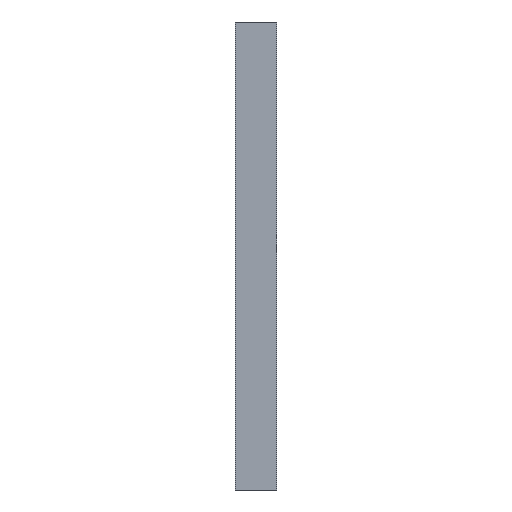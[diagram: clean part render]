
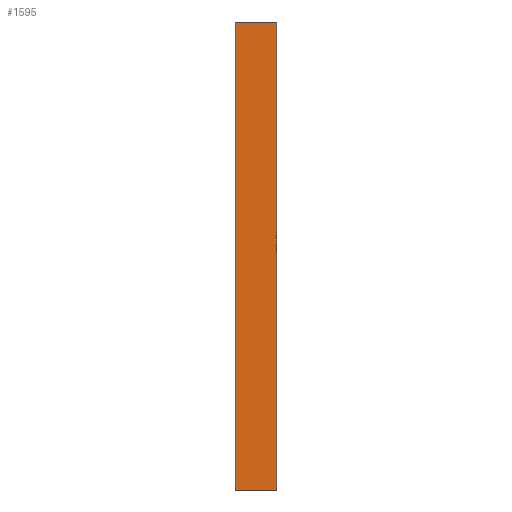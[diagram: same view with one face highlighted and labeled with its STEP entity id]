
A CAD part, left-side view. The second image highlights one B-rep face of the part: STEP entity #1595.
In plain terms, the highlighted planar face has unit normal (-1, 0, 0).
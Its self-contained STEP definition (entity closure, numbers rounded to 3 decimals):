
#921=CARTESIAN_POINT('POINT52',(-150.813,-22.225,
   125.413));
#922=VERTEX_POINT('VERTEX52',#921);
#929=CARTESIAN_POINT('POINT53',(-150.813,-22.225,
   -125.413));
#930=VERTEX_POINT('VERTEX53',#929);
#931=CARTESIAN_POINT('POS109',(-150.813,-22.225,125.413
   ));
#932=DIRECTION('DIR188',(0.,0.,-1.));
#933=VECTOR('VEC30',#932,1.);
#934=LINE('STRAIGHT30',#931,#933);
#935=EDGE_CURVE('EDGE76',#922,#930,#934,.T.);
#1548=CARTESIAN_POINT('POINT85',(-150.813,0.,125.413))
   ;
#1549=VERTEX_POINT('VERTEX85',#1548);
#1550=CARTESIAN_POINT('POS178',(-150.813,0.,125.413));
#1551=DIRECTION('DIR304',(0.,-1.,0.));
#1552=VECTOR('VEC52',#1551,1.);
#1553=LINE('STRAIGHT52',#1550,#1552);
#1554=EDGE_CURVE('EDGE126',#1549,#922,#1553,.T.);
#1572=CARTESIAN_POINT('POINT86',(-150.813,0.,-125.413)
   );
#1573=VERTEX_POINT('VERTEX86',#1572);
#1574=CARTESIAN_POINT('POS181',(-150.813,0.,-125.413))
   ;
#1575=DIRECTION('DIR308',(0.,-1.,0.));
#1576=VECTOR('VEC54',#1575,1.);
#1577=LINE('STRAIGHT54',#1574,#1576);
#1578=EDGE_CURVE('EDGE128',#1573,#930,#1577,.T.);
#1579=ORIENTED_EDGE('COEDGE231',*,*,#1578,.T.);
#1580=ORIENTED_EDGE('COEDGE232',*,*,#935,.F.);
#1581=ORIENTED_EDGE('COEDGE233',*,*,#1554,.F.);
#1582=CARTESIAN_POINT('POS182',(-150.813,0.,125.413));
#1583=DIRECTION('DIR309',(0.,0.,-1.));
#1584=VECTOR('VEC55',#1583,1.);
#1585=LINE('STRAIGHT55',#1582,#1584);
#1586=EDGE_CURVE('EDGE129',#1549,#1573,#1585,.T.);
#1587=ORIENTED_EDGE('COEDGE234',*,*,#1586,.T.);
#1588=EDGE_LOOP('NONE',(#1579,#1580,#1581,#1587));
#1589=FACE_BOUND('LOOP1',#1588,.T.);
#1590=CARTESIAN_POINT('POS183',(-150.813,0.,125.413));
#1591=DIRECTION('DIR310',(-1.,0.,0.));
#1592=DIRECTION('DIR311',(0.,1.,0.));
#1593=AXIS2_PLACEMENT_3D('AXIS128',#1590,#1591,#1592);
#1594=PLANE('PLANE10',#1593);
#1595=ADVANCED_FACE('FACE54',(#1589),#1594,.T.);
